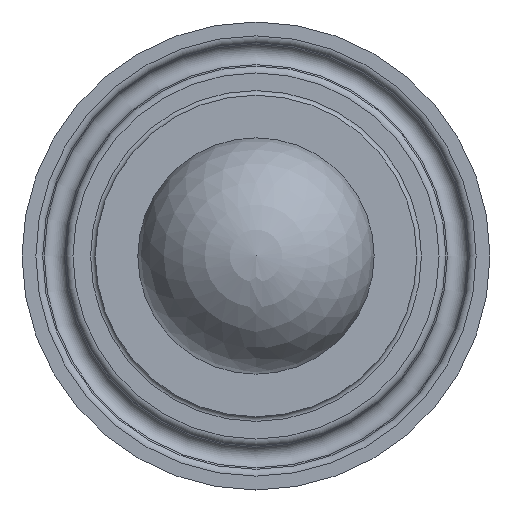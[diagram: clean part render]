
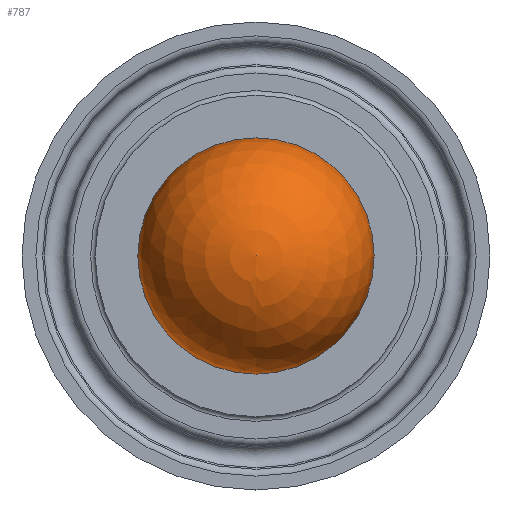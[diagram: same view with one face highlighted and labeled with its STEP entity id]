
A CAD part, front view. The second image highlights one B-rep face of the part: STEP entity #787.
In plain terms, the highlighted spherical face has radius 12.75 mm.
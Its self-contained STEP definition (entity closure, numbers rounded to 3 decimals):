
#15=SPHERICAL_SURFACE('',#892,12.75);
#144=FACE_OUTER_BOUND('',#196,.T.);
#196=EDGE_LOOP('',(#584,#585,#586,#587));
#272=CIRCLE('',#890,12.75);
#273=CIRCLE('',#891,12.75);
#274=CIRCLE('',#893,12.75);
#344=VERTEX_POINT('',#1333);
#345=VERTEX_POINT('',#1335);
#346=VERTEX_POINT('',#1339);
#434=EDGE_CURVE('',#344,#345,#272,.T.);
#435=EDGE_CURVE('',#345,#344,#273,.T.);
#436=EDGE_CURVE('',#346,#345,#274,.T.);
#584=ORIENTED_EDGE('',*,*,#435,.F.);
#585=ORIENTED_EDGE('',*,*,#436,.F.);
#586=ORIENTED_EDGE('',*,*,#436,.T.);
#587=ORIENTED_EDGE('',*,*,#434,.F.);
#787=ADVANCED_FACE('',(#144),#15,.T.);
#890=AXIS2_PLACEMENT_3D('',#1336,#1078,#1079);
#891=AXIS2_PLACEMENT_3D('',#1337,#1080,#1081);
#892=AXIS2_PLACEMENT_3D('',#1338,#1082,#1083);
#893=AXIS2_PLACEMENT_3D('',#1340,#1084,#1085);
#1078=DIRECTION('center_axis',(0.,1.,0.));
#1079=DIRECTION('ref_axis',(1.,0.,0.));
#1080=DIRECTION('center_axis',(0.,1.,0.));
#1081=DIRECTION('ref_axis',(1.,0.,0.));
#1082=DIRECTION('center_axis',(0.,-1.,0.));
#1083=DIRECTION('ref_axis',(0.,0.,1.));
#1084=DIRECTION('center_axis',(1.,0.,0.));
#1085=DIRECTION('ref_axis',(0.,0.,-1.));
#1333=CARTESIAN_POINT('',(-22.424,-77.242,18.559));
#1335=CARTESIAN_POINT('',(-22.424,-77.242,-6.941));
#1336=CARTESIAN_POINT('Origin',(-22.424,-77.242,5.809));
#1337=CARTESIAN_POINT('Origin',(-22.424,-77.242,5.809));
#1338=CARTESIAN_POINT('Origin',(-22.424,-77.242,5.809));
#1339=CARTESIAN_POINT('',(-22.424,-89.992,5.809));
#1340=CARTESIAN_POINT('Origin',(-22.424,-77.242,5.809));
